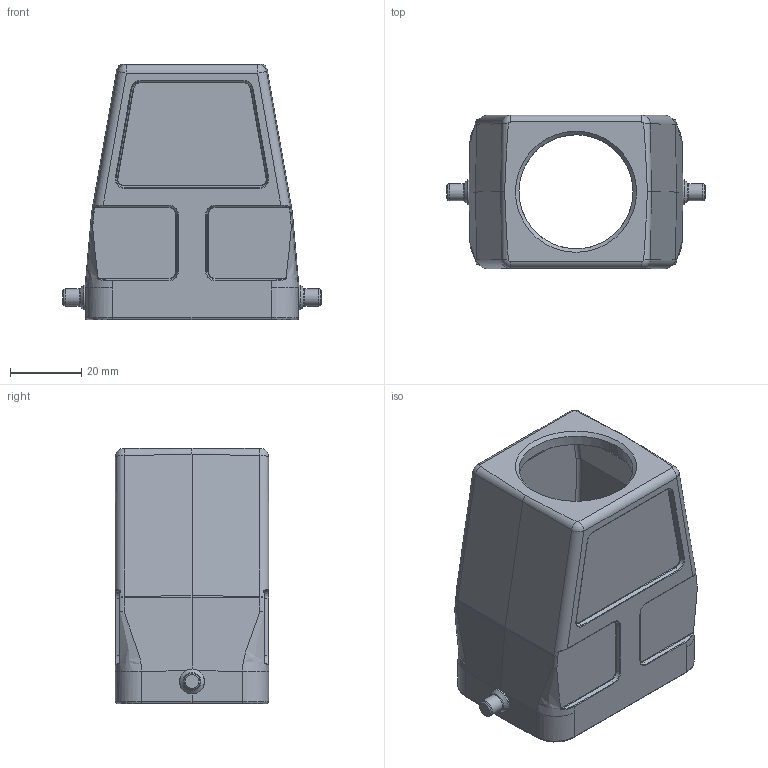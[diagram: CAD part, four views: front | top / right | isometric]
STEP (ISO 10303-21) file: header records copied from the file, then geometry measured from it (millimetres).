
FILE_DESCRIPTION(/* description */ (''),/* implementation_level */ '2;1');
FILE_NAME(/* name */ '100095489ugm000_e.stp',/* time_stamp */ '2017-10-27T13:41:58+02:00',/* author */ (''),/* organization */ (''),/* preprocessor_version */ 'ST-DEVELOPER v16',/* originating_system */ 'SIEMENS PLM Software NX 10.0',/* authorisation */ '');
FILE_SCHEMA (('AUTOMOTIVE_DESIGN { 1 0 10303 214 3 1 1 1 }'));
Length unit declared in the file: millimetre
Products named in the file (1): 100095489ugm000_e
Bounding box: 72.6 x 43 x 71.6 mm (x, y, z)
Volume: 47683.9 mm3; surface area: 27474.3 mm2
Topology: 1 solids, 1 shells, 435 faces, 1106 edges, 689 vertices
Faces by surface type: plane 160, cylinder 120, bspline 72, torus 46, cone 33, sphere 4
Full cylindrical faces by diameter (mm): 3 x4, 4 x2, 4.8 x2, 7 x2, 32 x1
Entity records: 18857 total; most frequent: CARTESIAN_POINT 5844, ORIENTED_EDGE 2026, DIRECTION 1995, EDGE_CURVE 1013, AXIS2_PLACEMENT_3D 750, VERTEX_POINT 630, LINE 495, VECTOR 495
